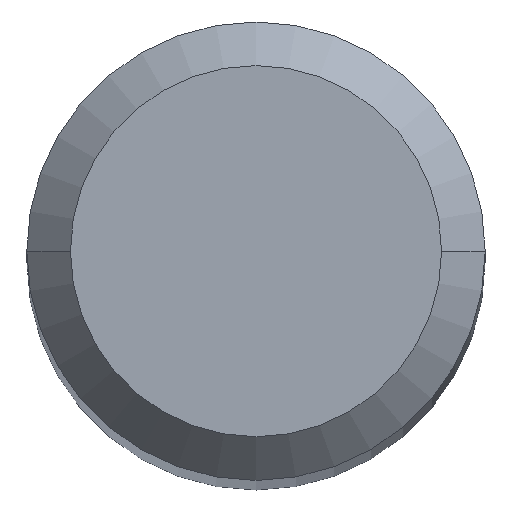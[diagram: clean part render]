
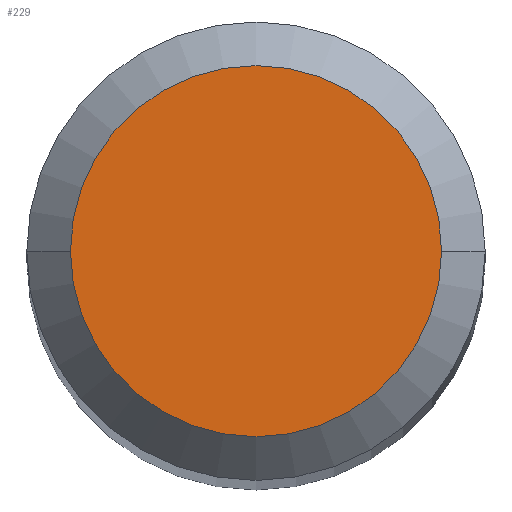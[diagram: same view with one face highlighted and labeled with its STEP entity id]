
A CAD part, top view. The second image highlights one B-rep face of the part: STEP entity #229.
In plain terms, the highlighted planar face has unit normal (0, 0, 1).
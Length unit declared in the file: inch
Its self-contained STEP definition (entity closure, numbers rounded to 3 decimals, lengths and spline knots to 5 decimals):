
#17 = CARTESIAN_POINT ( 'NONE',  ( -0.06374, 0., 1.9685 ) ) ;
#18 = CARTESIAN_POINT ( 'NONE',  ( 0.06374, 0., 1.9685 ) ) ;
#26 = DIRECTION ( 'NONE',  ( 1., 0., 0. ) ) ;
#28 = VERTEX_POINT ( 'NONE', #18 ) ;
#33 = EDGE_LOOP ( 'NONE', ( #144, #180 ) ) ;
#37 = DIRECTION ( 'NONE',  ( 1., 0., 0. ) ) ;
#39 = CIRCLE ( 'NONE', #94, 0.06374 ) ;
#86 = VERTEX_POINT ( 'NONE', #17 ) ;
#94 = AXIS2_PLACEMENT_3D ( 'NONE', #132, #211, #37 ) ;
#101 = EDGE_CURVE ( 'NONE', #28, #86, #227, .T. ) ;
#117 = FACE_OUTER_BOUND ( 'NONE', #33, .T. ) ;
#132 = CARTESIAN_POINT ( 'NONE',  ( 0., 0., 1.9685 ) ) ;
#134 = PLANE ( 'NONE',  #154 ) ;
#138 = DIRECTION ( 'NONE',  ( 0., 0., 1. ) ) ;
#144 = ORIENTED_EDGE ( 'NONE', *, *, #157, .T. ) ;
#152 = DIRECTION ( 'NONE',  ( 0., 0., 1. ) ) ;
#154 = AXIS2_PLACEMENT_3D ( 'NONE', #235, #138, #26 ) ;
#155 = CARTESIAN_POINT ( 'NONE',  ( 0., 0., 1.9685 ) ) ;
#157 = EDGE_CURVE ( 'NONE', #86, #28, #39, .T. ) ;
#174 = AXIS2_PLACEMENT_3D ( 'NONE', #155, #152, #208 ) ;
#180 = ORIENTED_EDGE ( 'NONE', *, *, #101, .T. ) ;
#208 = DIRECTION ( 'NONE',  ( 1., 0., 0. ) ) ;
#211 = DIRECTION ( 'NONE',  ( 0., 0., 1. ) ) ;
#227 = CIRCLE ( 'NONE', #174, 0.06374 ) ;
#229 = ADVANCED_FACE ( 'NONE', ( #117 ), #134, .T. ) ;
#235 = CARTESIAN_POINT ( 'NONE',  ( 0., 0., 1.9685 ) ) ;
